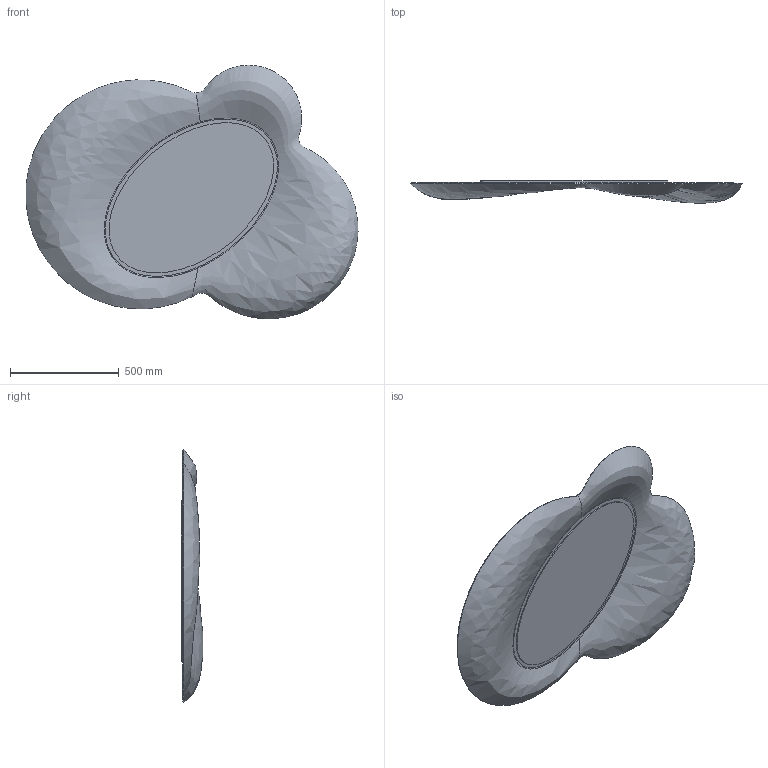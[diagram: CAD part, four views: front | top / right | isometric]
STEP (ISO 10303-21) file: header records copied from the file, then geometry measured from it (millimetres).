
FILE_DESCRIPTION(/* description */ (''),/* implementation_level */ '2;1');
FILE_NAME(/* name */ 'L117 - Lucy',/* time_stamp */ '2013-07-15T15:57:46+02:00',/* author */ (''),/* organization */ (''),/* preprocessor_version */ 'ST-DEVELOPER v10',/* originating_system */ '',/* authorisation */ '');
FILE_SCHEMA (('CONFIG_CONTROL_DESIGN'));
Length unit declared in the file: millimetre
Products named in the file (1): 1
Bounding box: 1525.71 x 100.64 x 1164.93 mm (x, y, z)
Volume: 16601666.6 mm3; surface area: 4985689.3 mm2
Topology: 3 solids, 3 shells, 42 faces, 108 edges, 72 vertices
Faces by surface type: bspline 36, plane 6
Entity records: 45459 total; most frequent: CARTESIAN_POINT 44710, ORIENTED_EDGE 216, EDGE_CURVE 108, VERTEX_POINT 72, B_SPLINE_CURVE_WITH_KNOTS 65, EDGE_LOOP 58, ADVANCED_FACE 42, FACE_OUTER_BOUND 42
